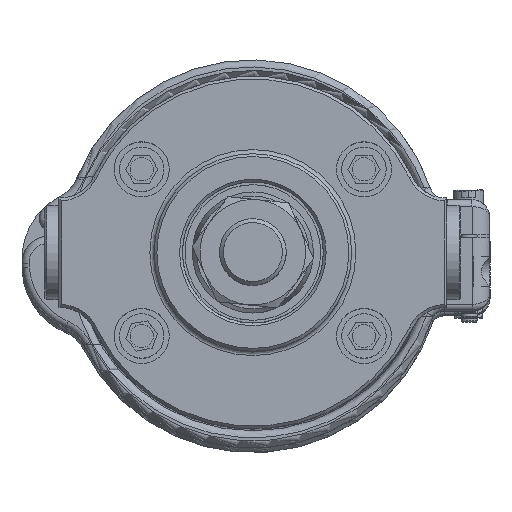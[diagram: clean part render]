
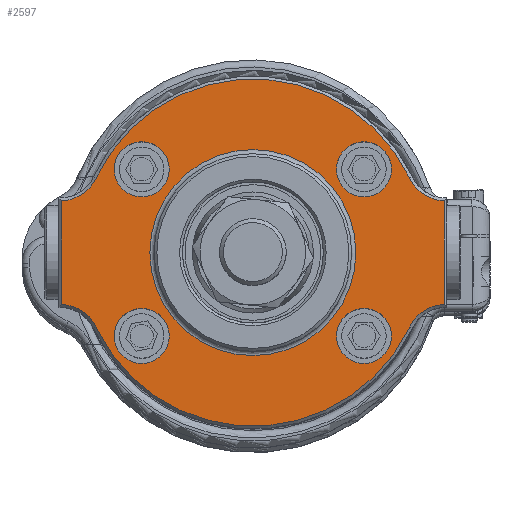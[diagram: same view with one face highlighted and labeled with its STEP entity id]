
A CAD part, top view. The second image highlights one B-rep face of the part: STEP entity #2597.
In plain terms, the highlighted planar face has unit normal (0, 0, 1).
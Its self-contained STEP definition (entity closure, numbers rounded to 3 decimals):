
#43 = CARTESIAN_POINT ( 'NONE',  ( 20., -15., 25.4 ) ) ;
#148 = DIRECTION ( 'NONE',  ( 1., 0., 0. ) ) ;
#405 = DIRECTION ( 'NONE',  ( 1., 0., 0. ) ) ;
#528 = VERTEX_POINT ( 'NONE', #4317 ) ;
#544 = CARTESIAN_POINT ( 'NONE',  ( 0., 0., 25.4 ) ) ;
#663 = VECTOR ( 'NONE', #16654, 1000. ) ;
#670 = ORIENTED_EDGE ( 'NONE', *, *, #9348, .T. ) ;
#839 = DIRECTION ( 'NONE',  ( 0., -1., 0. ) ) ;
#873 = AXIS2_PLACEMENT_3D ( 'NONE', #3713, #9008, #7798 ) ;
#1249 = CIRCLE ( 'NONE', #3445, 7.112 ) ;
#1344 = EDGE_CURVE ( 'NONE', #8226, #8226, #9711, .T. ) ;
#1406 = DIRECTION ( 'NONE',  ( 1., 0., 0. ) ) ;
#1652 = VERTEX_POINT ( 'NONE', #4140 ) ;
#1763 = AXIS2_PLACEMENT_3D ( 'NONE', #8520, #13920, #405 ) ;
#1965 = EDGE_LOOP ( 'NONE', ( #12351 ) ) ;
#2321 = DIRECTION ( 'NONE',  ( 0., 0., -1. ) ) ;
#2353 = CARTESIAN_POINT ( 'NONE',  ( -34.649, 16.446, 25.4 ) ) ;
#2387 = ORIENTED_EDGE ( 'NONE', *, *, #8502, .T. ) ;
#2524 = DIRECTION ( 'NONE',  ( 0., 0., 1. ) ) ;
#2597 = ADVANCED_FACE ( 'NONE', ( #4069, #3897, #6332, #6679, #9185, #15698 ), #9354, .T. ) ;
#2607 = CARTESIAN_POINT ( 'NONE',  ( 28.224, 13.397, 25.4 ) ) ;
#2779 = CARTESIAN_POINT ( 'NONE',  ( 0., 0., 25.4 ) ) ;
#3065 = AXIS2_PLACEMENT_3D ( 'NONE', #10600, #16161, #148 ) ;
#3070 = VERTEX_POINT ( 'NONE', #9427 ) ;
#3226 = CARTESIAN_POINT ( 'NONE',  ( -28.224, 13.397, 25.4 ) ) ;
#3287 = DIRECTION ( 'NONE',  ( 0., 0., -1. ) ) ;
#3445 = AXIS2_PLACEMENT_3D ( 'NONE', #2353, #7633, #12929 ) ;
#3510 = EDGE_CURVE ( 'NONE', #15116, #3070, #6465, .T. ) ;
#3611 = VERTEX_POINT ( 'NONE', #9309 ) ;
#3713 = CARTESIAN_POINT ( 'NONE',  ( 0., 0., 25.4 ) ) ;
#3770 = EDGE_CURVE ( 'NONE', #5970, #5970, #12273, .T. ) ;
#3847 = CARTESIAN_POINT ( 'NONE',  ( -34.417, -9.843, 25.4 ) ) ;
#3897 = FACE_BOUND ( 'NONE', #1965, .T. ) ;
#4069 = FACE_OUTER_BOUND ( 'NONE', #8684, .T. ) ;
#4090 = EDGE_CURVE ( 'NONE', #12548, #12548, #4209, .T. ) ;
#4140 = CARTESIAN_POINT ( 'NONE',  ( 28.224, -13.397, 25.4 ) ) ;
#4171 = ORIENTED_EDGE ( 'NONE', *, *, #7688, .T. ) ;
#4209 = CIRCLE ( 'NONE', #11410, 4.953 ) ;
#4217 = VERTEX_POINT ( 'NONE', #2607 ) ;
#4240 = CIRCLE ( 'NONE', #14226, 4.953 ) ;
#4317 = CARTESIAN_POINT ( 'NONE',  ( 34.417, 9.338, 25.4 ) ) ;
#4408 = AXIS2_PLACEMENT_3D ( 'NONE', #8407, #3287, #4516 ) ;
#4516 = DIRECTION ( 'NONE',  ( 1., 0., 0. ) ) ;
#4887 = EDGE_CURVE ( 'NONE', #11327, #11327, #4240, .T. ) ;
#4912 = CARTESIAN_POINT ( 'NONE',  ( 24.953, 15., 25.4 ) ) ;
#5062 = CARTESIAN_POINT ( 'NONE',  ( 34.649, -16.447, 25.4 ) ) ;
#5132 = EDGE_CURVE ( 'NONE', #9701, #528, #6159, .T. ) ;
#5422 = ORIENTED_EDGE ( 'NONE', *, *, #12386, .T. ) ;
#5638 = VECTOR ( 'NONE', #839, 1000. ) ;
#5970 = VERTEX_POINT ( 'NONE', #8552 ) ;
#6041 = CIRCLE ( 'NONE', #12158, 7.112 ) ;
#6159 = LINE ( 'NONE', #15268, #663 ) ;
#6278 = VERTEX_POINT ( 'NONE', #17128 ) ;
#6332 = FACE_BOUND ( 'NONE', #8513, .T. ) ;
#6465 = LINE ( 'NONE', #3847, #5638 ) ;
#6507 = DIRECTION ( 'NONE',  ( 1., 0., 0. ) ) ;
#6679 = FACE_BOUND ( 'NONE', #11237, .T. ) ;
#6865 = CIRCLE ( 'NONE', #14634, 31.242 ) ;
#7044 = DIRECTION ( 'NONE',  ( 0., 0., 1. ) ) ;
#7217 = DIRECTION ( 'NONE',  ( 1., 0., 0. ) ) ;
#7595 = CARTESIAN_POINT ( 'NONE',  ( 24.953, -15., 25.4 ) ) ;
#7626 = CARTESIAN_POINT ( 'NONE',  ( 20., 15., 25.4 ) ) ;
#7633 = DIRECTION ( 'NONE',  ( 0., 0., -1. ) ) ;
#7688 = EDGE_CURVE ( 'NONE', #3611, #1652, #6865, .T. ) ;
#7798 = DIRECTION ( 'NONE',  ( 1., 0., 0. ) ) ;
#7919 = DIRECTION ( 'NONE',  ( 1., 0., 0. ) ) ;
#8052 = EDGE_CURVE ( 'NONE', #3070, #3611, #14379, .T. ) ;
#8190 = CIRCLE ( 'NONE', #10393, 4.953 ) ;
#8212 = ORIENTED_EDGE ( 'NONE', *, *, #13807, .F. ) ;
#8226 = VERTEX_POINT ( 'NONE', #10980 ) ;
#8407 = CARTESIAN_POINT ( 'NONE',  ( -34.649, -16.447, 25.4 ) ) ;
#8502 = EDGE_CURVE ( 'NONE', #1652, #9701, #6041, .T. ) ;
#8513 = EDGE_LOOP ( 'NONE', ( #12540 ) ) ;
#8520 = CARTESIAN_POINT ( 'NONE',  ( 0., 0., 25.4 ) ) ;
#8552 = CARTESIAN_POINT ( 'NONE',  ( 18.542, 0., 25.4 ) ) ;
#8592 = ORIENTED_EDGE ( 'NONE', *, *, #5132, .T. ) ;
#8684 = EDGE_LOOP ( 'NONE', ( #2387, #8592, #5422, #670, #11315, #12606, #11366, #4171 ) ) ;
#9008 = DIRECTION ( 'NONE',  ( 0., 0., 1. ) ) ;
#9185 = FACE_BOUND ( 'NONE', #15830, .T. ) ;
#9198 = DIRECTION ( 'NONE',  ( 0., 0., 1. ) ) ;
#9309 = CARTESIAN_POINT ( 'NONE',  ( -28.224, -13.397, 25.4 ) ) ;
#9348 = EDGE_CURVE ( 'NONE', #4217, #13683, #15273, .T. ) ;
#9354 = PLANE ( 'NONE',  #10011 ) ;
#9427 = CARTESIAN_POINT ( 'NONE',  ( -34.417, -9.338, 25.4 ) ) ;
#9683 = CARTESIAN_POINT ( 'NONE',  ( -34.417, 9.338, 25.4 ) ) ;
#9701 = VERTEX_POINT ( 'NONE', #15401 ) ;
#9711 = CIRCLE ( 'NONE', #3065, 4.953 ) ;
#10011 = AXIS2_PLACEMENT_3D ( 'NONE', #2779, #14498, #1406 ) ;
#10393 = AXIS2_PLACEMENT_3D ( 'NONE', #13108, #10487, #11449 ) ;
#10487 = DIRECTION ( 'NONE',  ( 0., 0., 1. ) ) ;
#10600 = CARTESIAN_POINT ( 'NONE',  ( -20., 15., 25.4 ) ) ;
#10690 = ORIENTED_EDGE ( 'NONE', *, *, #1344, .F. ) ;
#10980 = CARTESIAN_POINT ( 'NONE',  ( -15.047, 15., 25.4 ) ) ;
#11237 = EDGE_LOOP ( 'NONE', ( #10690 ) ) ;
#11315 = ORIENTED_EDGE ( 'NONE', *, *, #12959, .T. ) ;
#11327 = VERTEX_POINT ( 'NONE', #7595 ) ;
#11366 = ORIENTED_EDGE ( 'NONE', *, *, #8052, .T. ) ;
#11410 = AXIS2_PLACEMENT_3D ( 'NONE', #7626, #2524, #6507 ) ;
#11449 = DIRECTION ( 'NONE',  ( 1., 0., 0. ) ) ;
#11904 = DIRECTION ( 'NONE',  ( 0., 0., -1. ) ) ;
#12158 = AXIS2_PLACEMENT_3D ( 'NONE', #5062, #11904, #7919 ) ;
#12273 = CIRCLE ( 'NONE', #1763, 18.542 ) ;
#12351 = ORIENTED_EDGE ( 'NONE', *, *, #3770, .T. ) ;
#12386 = EDGE_CURVE ( 'NONE', #528, #4217, #16460, .T. ) ;
#12540 = ORIENTED_EDGE ( 'NONE', *, *, #4090, .F. ) ;
#12548 = VERTEX_POINT ( 'NONE', #4912 ) ;
#12583 = AXIS2_PLACEMENT_3D ( 'NONE', #14035, #2321, #15581 ) ;
#12606 = ORIENTED_EDGE ( 'NONE', *, *, #3510, .T. ) ;
#12845 = EDGE_LOOP ( 'NONE', ( #16456 ) ) ;
#12929 = DIRECTION ( 'NONE',  ( 1., 0., 0. ) ) ;
#12959 = EDGE_CURVE ( 'NONE', #13683, #15116, #1249, .T. ) ;
#13108 = CARTESIAN_POINT ( 'NONE',  ( -20., -15., 25.4 ) ) ;
#13683 = VERTEX_POINT ( 'NONE', #3226 ) ;
#13807 = EDGE_CURVE ( 'NONE', #6278, #6278, #8190, .T. ) ;
#13920 = DIRECTION ( 'NONE',  ( 0., 0., -1. ) ) ;
#14035 = CARTESIAN_POINT ( 'NONE',  ( 34.649, 16.446, 25.4 ) ) ;
#14226 = AXIS2_PLACEMENT_3D ( 'NONE', #43, #9198, #14511 ) ;
#14379 = CIRCLE ( 'NONE', #4408, 7.112 ) ;
#14498 = DIRECTION ( 'NONE',  ( 0., 0., 1. ) ) ;
#14511 = DIRECTION ( 'NONE',  ( 1., 0., 0. ) ) ;
#14634 = AXIS2_PLACEMENT_3D ( 'NONE', #544, #7044, #7217 ) ;
#15116 = VERTEX_POINT ( 'NONE', #9683 ) ;
#15268 = CARTESIAN_POINT ( 'NONE',  ( 34.417, 9.842, 25.4 ) ) ;
#15273 = CIRCLE ( 'NONE', #873, 31.242 ) ;
#15401 = CARTESIAN_POINT ( 'NONE',  ( 34.417, -9.338, 25.4 ) ) ;
#15581 = DIRECTION ( 'NONE',  ( 1., 0., 0. ) ) ;
#15698 = FACE_BOUND ( 'NONE', #12845, .T. ) ;
#15830 = EDGE_LOOP ( 'NONE', ( #8212 ) ) ;
#16161 = DIRECTION ( 'NONE',  ( 0., 0., 1. ) ) ;
#16456 = ORIENTED_EDGE ( 'NONE', *, *, #4887, .F. ) ;
#16460 = CIRCLE ( 'NONE', #12583, 7.112 ) ;
#16654 = DIRECTION ( 'NONE',  ( 0., 1., 0. ) ) ;
#17128 = CARTESIAN_POINT ( 'NONE',  ( -15.047, -15., 25.4 ) ) ;
